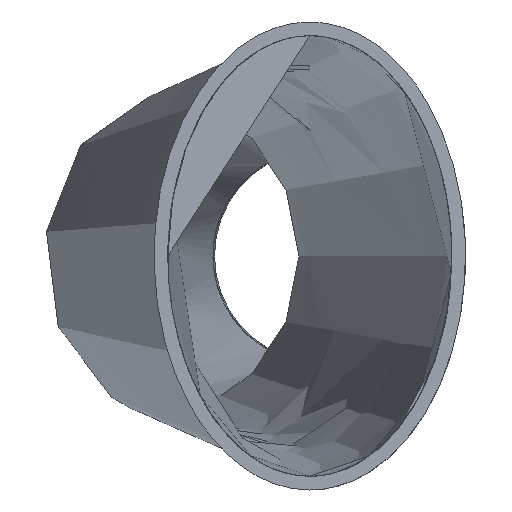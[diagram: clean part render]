
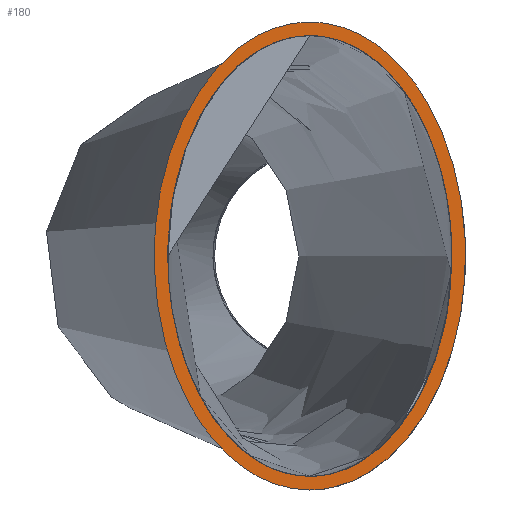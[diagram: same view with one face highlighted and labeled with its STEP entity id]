
A CAD part, left-side view. The second image highlights one B-rep face of the part: STEP entity #180.
In plain terms, the highlighted planar face has unit normal (-1, 0, 0).
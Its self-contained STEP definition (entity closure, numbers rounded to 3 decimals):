
#18=FACE_BOUND('',#69,.T.);
#27=ELLIPSE('',#211,14.5,9.35);
#30=ELLIPSE('',#214,15.4,10.25);
#45=PLANE('',#215);
#55=FACE_OUTER_BOUND('',#68,.T.);
#68=EDGE_LOOP('',(#148));
#69=EDGE_LOOP('',(#149));
#92=VERTEX_POINT('',#354);
#95=VERTEX_POINT('',#379);
#111=EDGE_CURVE('',#92,#92,#27,.T.);
#116=EDGE_CURVE('',#95,#95,#30,.T.);
#148=ORIENTED_EDGE('',*,*,#116,.F.);
#149=ORIENTED_EDGE('',*,*,#111,.T.);
#180=ADVANCED_FACE('',(#55,#18),#45,.F.);
#211=AXIS2_PLACEMENT_3D('',#355,#244,#245);
#214=AXIS2_PLACEMENT_3D('',#381,#252,#253);
#215=AXIS2_PLACEMENT_3D('',#382,#254,#255);
#244=DIRECTION('center_axis',(1.,0.,0.));
#245=DIRECTION('ref_axis',(0.,0.,1.));
#252=DIRECTION('center_axis',(1.,0.,0.));
#253=DIRECTION('ref_axis',(0.,0.,1.));
#254=DIRECTION('center_axis',(1.,0.,0.));
#255=DIRECTION('ref_axis',(0.,1.,0.));
#354=CARTESIAN_POINT('',(0.,0.,-14.5));
#355=CARTESIAN_POINT('Origin',(0.,0.,0.));
#379=CARTESIAN_POINT('',(0.,0.,-15.4));
#381=CARTESIAN_POINT('Origin',(0.,0.,0.));
#382=CARTESIAN_POINT('Origin',(0.,0.,0.));
